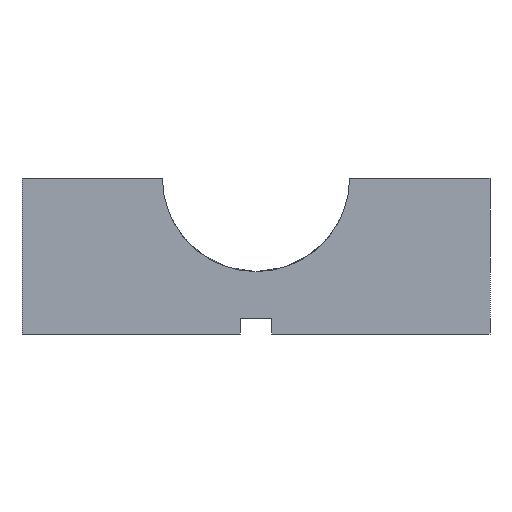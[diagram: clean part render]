
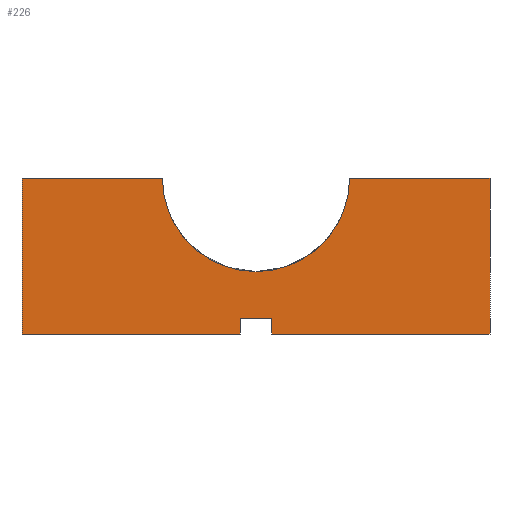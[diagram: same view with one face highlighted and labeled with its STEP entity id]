
A CAD part, left-side view. The second image highlights one B-rep face of the part: STEP entity #226.
In plain terms, the highlighted planar face has unit normal (-1, 0, 0).
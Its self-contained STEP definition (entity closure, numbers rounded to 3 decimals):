
#42=CARTESIAN_POINT('',(-15.,1.,0.));
#43=VERTEX_POINT('',#42);
#50=CARTESIAN_POINT('',(-15.,15.,0.));
#51=VERTEX_POINT('',#50);
#52=CARTESIAN_POINT('',(-15.,1.,0.));
#53=DIRECTION('',(0.,1.,0.));
#54=VECTOR('',#53,14.);
#55=LINE('',#52,#54);
#56=EDGE_CURVE('',#43,#51,#55,.T.);
#147=CARTESIAN_POINT('',(-15.,0.,10.));
#148=DIRECTION('',(-1.,0.,0.));
#149=DIRECTION('',(0.,0.,1.));
#150=AXIS2_PLACEMENT_3D('',#147,#148,#149);
#151=PLANE('',#150);
#152=CARTESIAN_POINT('',(-15.,1.,1.));
#153=VERTEX_POINT('',#152);
#154=CARTESIAN_POINT('',(-15.,-1.,1.));
#155=VERTEX_POINT('',#154);
#156=CARTESIAN_POINT('',(-15.,1.,1.));
#157=DIRECTION('',(0.,-1.,0.));
#158=VECTOR('',#157,2.);
#159=LINE('',#156,#158);
#160=EDGE_CURVE('',#153,#155,#159,.T.);
#161=ORIENTED_EDGE('',*,*,#160,.T.);
#162=CARTESIAN_POINT('',(-15.,-1.,0.));
#163=VERTEX_POINT('',#162);
#164=CARTESIAN_POINT('',(-15.,-1.,1.));
#165=DIRECTION('',(0.,0.,-1.));
#166=VECTOR('',#165,1.);
#167=LINE('',#164,#166);
#168=EDGE_CURVE('',#155,#163,#167,.T.);
#169=ORIENTED_EDGE('',*,*,#168,.T.);
#170=CARTESIAN_POINT('',(-15.,-15.,0.));
#171=VERTEX_POINT('',#170);
#172=CARTESIAN_POINT('',(-15.,-15.,0.));
#173=DIRECTION('',(0.,1.,0.));
#174=VECTOR('',#173,14.);
#175=LINE('',#172,#174);
#176=EDGE_CURVE('',#171,#163,#175,.T.);
#177=ORIENTED_EDGE('',*,*,#176,.F.);
#178=CARTESIAN_POINT('',(-15.,-15.,10.));
#179=VERTEX_POINT('',#178);
#180=CARTESIAN_POINT('',(-15.,-15.,10.));
#181=DIRECTION('',(0.,0.,-1.));
#182=VECTOR('',#181,10.);
#183=LINE('',#180,#182);
#184=EDGE_CURVE('',#179,#171,#183,.T.);
#185=ORIENTED_EDGE('',*,*,#184,.F.);
#186=CARTESIAN_POINT('',(-15.,-6.,10.));
#187=VERTEX_POINT('',#186);
#188=CARTESIAN_POINT('',(-15.,-15.,10.));
#189=DIRECTION('',(0.,1.,0.));
#190=VECTOR('',#189,9.);
#191=LINE('',#188,#190);
#192=EDGE_CURVE('',#179,#187,#191,.T.);
#193=ORIENTED_EDGE('',*,*,#192,.T.);
#194=CARTESIAN_POINT('',(-15.,6.,10.));
#195=VERTEX_POINT('',#194);
#196=CARTESIAN_POINT('',(-15.,0.,10.));
#197=DIRECTION('',(1.,-0.,0.));
#198=DIRECTION('',(0.,1.,0.));
#199=AXIS2_PLACEMENT_3D('',#196,#197,#198);
#200=CIRCLE('',#199,6.);
#201=EDGE_CURVE('',#187,#195,#200,.T.);
#202=ORIENTED_EDGE('',*,*,#201,.T.);
#203=CARTESIAN_POINT('',(-15.,15.,10.));
#204=VERTEX_POINT('',#203);
#205=CARTESIAN_POINT('',(-15.,6.,10.));
#206=DIRECTION('',(0.,1.,0.));
#207=VECTOR('',#206,9.);
#208=LINE('',#205,#207);
#209=EDGE_CURVE('',#195,#204,#208,.T.);
#210=ORIENTED_EDGE('',*,*,#209,.T.);
#211=CARTESIAN_POINT('',(-15.,15.,10.));
#212=DIRECTION('',(0.,0.,-1.));
#213=VECTOR('',#212,10.);
#214=LINE('',#211,#213);
#215=EDGE_CURVE('',#204,#51,#214,.T.);
#216=ORIENTED_EDGE('',*,*,#215,.T.);
#217=ORIENTED_EDGE('',*,*,#56,.F.);
#218=CARTESIAN_POINT('',(-15.,1.,1.));
#219=DIRECTION('',(0.,0.,-1.));
#220=VECTOR('',#219,1.);
#221=LINE('',#218,#220);
#222=EDGE_CURVE('',#153,#43,#221,.T.);
#223=ORIENTED_EDGE('',*,*,#222,.F.);
#224=EDGE_LOOP('',(#161,#169,#177,#185,#193,#202,#210,#216,#217,#223));
#225=FACE_BOUND('',#224,.T.);
#226=ADVANCED_FACE('',(#225),#151,.T.);
